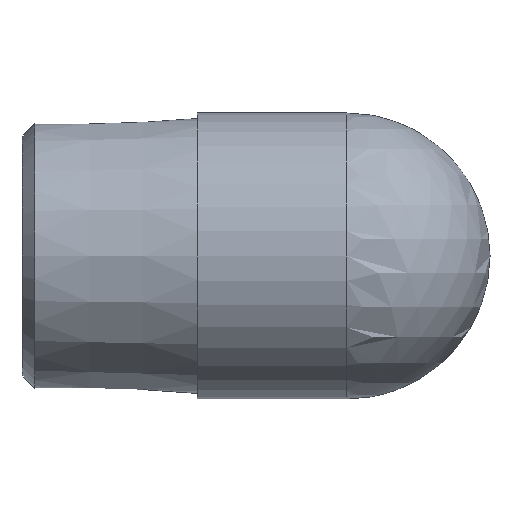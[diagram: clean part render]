
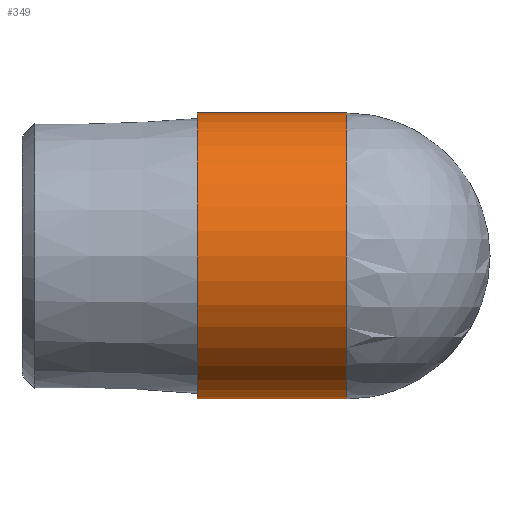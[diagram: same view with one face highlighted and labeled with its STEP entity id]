
A CAD part, left-side view. The second image highlights one B-rep face of the part: STEP entity #349.
In plain terms, the highlighted cylindrical face has radius 11 mm (diameter 22 mm), a full revolution.
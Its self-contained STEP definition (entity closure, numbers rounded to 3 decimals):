
#28=ELLIPSE('',#402,15.914,11.);
#29=ELLIPSE('',#404,15.914,11.);
#32=CYLINDRICAL_SURFACE('',#401,11.);
#54=FACE_OUTER_BOUND('',#82,.T.);
#82=EDGE_LOOP('',(#252,#253,#254,#255));
#138=CIRCLE('',#400,11.);
#139=CIRCLE('',#403,11.);
#164=VERTEX_POINT('',#578);
#165=VERTEX_POINT('',#581);
#166=VERTEX_POINT('',#583);
#196=EDGE_CURVE('',#164,#164,#138,.T.);
#197=EDGE_CURVE('',#165,#164,#28,.T.);
#198=EDGE_CURVE('',#166,#165,#139,.T.);
#199=EDGE_CURVE('',#164,#166,#29,.T.);
#252=ORIENTED_EDGE('',*,*,#197,.F.);
#253=ORIENTED_EDGE('',*,*,#198,.F.);
#254=ORIENTED_EDGE('',*,*,#199,.F.);
#255=ORIENTED_EDGE('',*,*,#196,.T.);
#349=ADVANCED_FACE('',(#54),#32,.T.);
#400=AXIS2_PLACEMENT_3D('',#579,#465,#466);
#401=AXIS2_PLACEMENT_3D('',#580,#467,#468);
#402=AXIS2_PLACEMENT_3D('',#582,#469,#470);
#403=AXIS2_PLACEMENT_3D('',#584,#471,#472);
#404=AXIS2_PLACEMENT_3D('',#585,#473,#474);
#465=DIRECTION('center_axis',(0.,-1.,0.));
#466=DIRECTION('ref_axis',(-1.,0.,0.));
#467=DIRECTION('center_axis',(0.,-1.,0.));
#468=DIRECTION('ref_axis',(-1.,0.,0.));
#469=DIRECTION('center_axis',(0.723,-0.691,0.));
#470=DIRECTION('ref_axis',(0.691,0.723,0.));
#471=DIRECTION('center_axis',(0.,-1.,0.));
#472=DIRECTION('ref_axis',(-1.,0.,0.));
#473=DIRECTION('center_axis',(0.723,-0.691,0.));
#474=DIRECTION('ref_axis',(0.691,0.723,0.));
#578=CARTESIAN_POINT('',(11.,11.5,0.));
#579=CARTESIAN_POINT('Origin',(0.,11.5,0.));
#580=CARTESIAN_POINT('Origin',(0.,25.,0.));
#581=CARTESIAN_POINT('',(0.,0.,-11.));
#582=CARTESIAN_POINT('Origin',(0.,0.,0.));
#583=CARTESIAN_POINT('',(0.,0.,11.));
#584=CARTESIAN_POINT('Origin',(0.,0.,0.));
#585=CARTESIAN_POINT('Origin',(0.,0.,0.));
